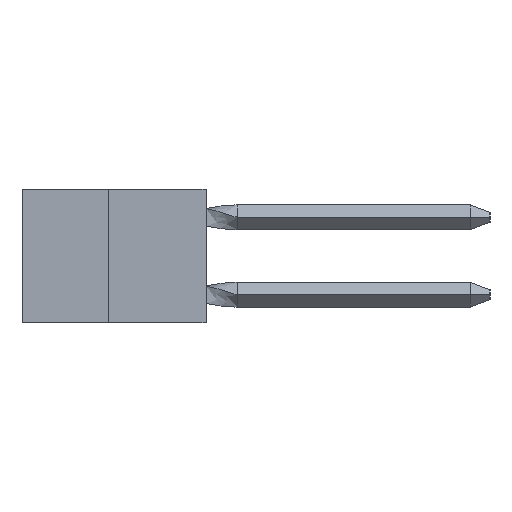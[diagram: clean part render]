
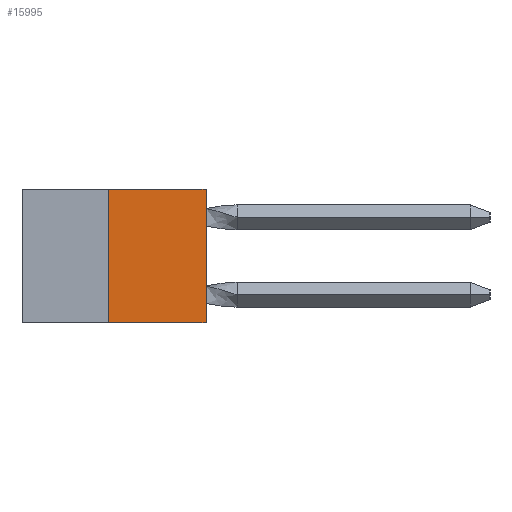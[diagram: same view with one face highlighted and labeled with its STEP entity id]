
A CAD part, left-side view. The second image highlights one B-rep face of the part: STEP entity #15995.
In plain terms, the highlighted planar face has unit normal (-1, 0, 0).
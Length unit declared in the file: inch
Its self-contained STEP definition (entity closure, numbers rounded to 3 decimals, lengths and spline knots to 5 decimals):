
#274 = CARTESIAN_POINT ( 'NONE',  ( 0., 0., 0. ) ) ;
#389 = EDGE_CURVE ( 'NONE', #27930, #25898, #24770, .T. ) ;
#1778 = DIRECTION ( 'NONE',  ( 1., 0., 0. ) ) ;
#1780 = EDGE_CURVE ( 'NONE', #25898, #3466, #20710, .T. ) ;
#3466 = VERTEX_POINT ( 'NONE', #14566 ) ;
#4240 = FACE_OUTER_BOUND ( 'NONE', #26411, .T. ) ;
#4277 = VECTOR ( 'NONE', #17394, 39.37008 ) ;
#4374 = VECTOR ( 'NONE', #19407, 39.37008 ) ;
#5432 = DIRECTION ( 'NONE',  ( 0., -1., 0. ) ) ;
#7737 = DIRECTION ( 'NONE',  ( 0., 0., 1. ) ) ;
#8205 = VECTOR ( 'NONE', #7737, 39.37008 ) ;
#9450 = CARTESIAN_POINT ( 'NONE',  ( 0., 0.25, -0.343 ) ) ;
#13109 = ORIENTED_EDGE ( 'NONE', *, *, #389, .T. ) ;
#13150 = LINE ( 'NONE', #32551, #29290 ) ;
#13652 = ORIENTED_EDGE ( 'NONE', *, *, #31734, .F. ) ;
#14566 = CARTESIAN_POINT ( 'NONE',  ( 0., 0., 0. ) ) ;
#15610 = VERTEX_POINT ( 'NONE', #30419 ) ;
#15641 = ORIENTED_EDGE ( 'NONE', *, *, #1780, .T. ) ;
#15995 = ADVANCED_FACE ( 'NONE', ( #4240 ), #32477, .F. ) ;
#16684 = EDGE_CURVE ( 'NONE', #15610, #3466, #13150, .T. ) ;
#17394 = DIRECTION ( 'NONE',  ( 0., 0., 1. ) ) ;
#18344 = LINE ( 'NONE', #29932, #4277 ) ;
#19407 = DIRECTION ( 'NONE',  ( 0., -1., 0. ) ) ;
#19682 = CARTESIAN_POINT ( 'NONE',  ( 0., 0., -0.343 ) ) ;
#20161 = AXIS2_PLACEMENT_3D ( 'NONE', #22469, #1778, #24991 ) ;
#20710 = LINE ( 'NONE', #274, #8205 ) ;
#21270 = ORIENTED_EDGE ( 'NONE', *, *, #16684, .F. ) ;
#21818 = CARTESIAN_POINT ( 'NONE',  ( 0., 0.473, -0.343 ) ) ;
#22469 = CARTESIAN_POINT ( 'NONE',  ( 0., 0.473, 0. ) ) ;
#24770 = LINE ( 'NONE', #21818, #4374 ) ;
#24991 = DIRECTION ( 'NONE',  ( 0., 0., -1. ) ) ;
#25898 = VERTEX_POINT ( 'NONE', #19682 ) ;
#26411 = EDGE_LOOP ( 'NONE', ( #21270, #13652, #13109, #15641 ) ) ;
#27930 = VERTEX_POINT ( 'NONE', #9450 ) ;
#29290 = VECTOR ( 'NONE', #5432, 39.37008 ) ;
#29932 = CARTESIAN_POINT ( 'NONE',  ( 0., 0.25, 0. ) ) ;
#30419 = CARTESIAN_POINT ( 'NONE',  ( 0., 0.25, 0. ) ) ;
#31734 = EDGE_CURVE ( 'NONE', #27930, #15610, #18344, .T. ) ;
#32477 = PLANE ( 'NONE',  #20161 ) ;
#32551 = CARTESIAN_POINT ( 'NONE',  ( 0., 0.473, 0. ) ) ;
